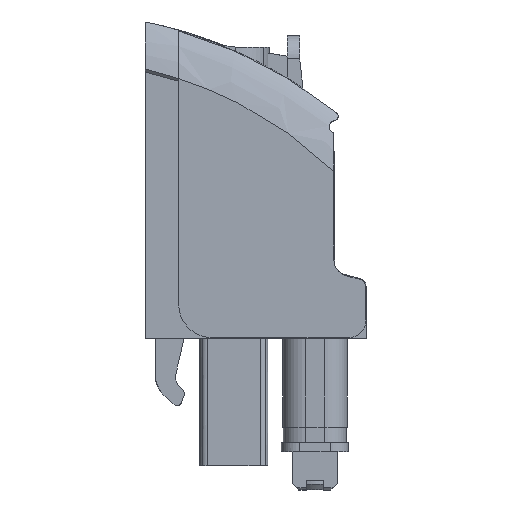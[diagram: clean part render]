
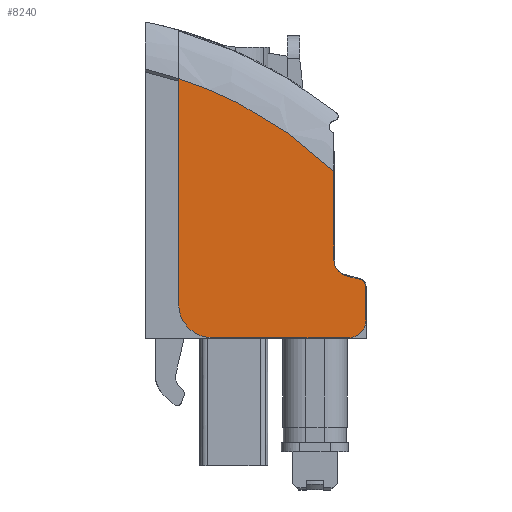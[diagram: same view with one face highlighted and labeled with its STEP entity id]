
A CAD part, left-side view. The second image highlights one B-rep face of the part: STEP entity #8240.
In plain terms, the highlighted planar face has unit normal (-1, 0, 0).
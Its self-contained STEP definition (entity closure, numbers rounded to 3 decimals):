
#6455=AXIS2_PLACEMENT_3D('Circle Axis2P3D',#6453,#6454,$) ;
#6519=AXIS2_PLACEMENT_3D('Circle Axis2P3D',#6517,#6518,$) ;
#6569=AXIS2_PLACEMENT_3D('Circle Axis2P3D',#6567,#6568,$) ;
#6619=AXIS2_PLACEMENT_3D('Circle Axis2P3D',#6617,#6618,$) ;
#8208=AXIS2_PLACEMENT_3D('Plane Axis2P3D',#8205,#8206,#8207) ;
#6450=CARTESIAN_POINT('Vertex',(0.,2.16,15.022)) ;
#6453=CARTESIAN_POINT('Axis2P3D Location',(0.,1.11,15.022)) ;
#6457=CARTESIAN_POINT('Vertex',(0.,1.381,14.008)) ;
#6492=CARTESIAN_POINT('Line Origine',(0.,0.912,13.882)) ;
#6496=CARTESIAN_POINT('Vertex',(0.,0.443,13.756)) ;
#6517=CARTESIAN_POINT('Axis2P3D Location',(0.,0.56,13.322)) ;
#6521=CARTESIAN_POINT('Vertex',(0.,0.11,13.33)) ;
#6542=CARTESIAN_POINT('Line Origine',(0.,0.091,12.225)) ;
#6546=CARTESIAN_POINT('Vertex',(0.,0.071,11.12)) ;
#6567=CARTESIAN_POINT('Axis2P3D Location',(0.,1.221,11.1)) ;
#6571=CARTESIAN_POINT('Vertex',(0.,1.221,9.95)) ;
#6592=CARTESIAN_POINT('Line Origine',(0.,5.661,9.95)) ;
#6596=CARTESIAN_POINT('Vertex',(0.,10.102,9.95)) ;
#6617=CARTESIAN_POINT('Axis2P3D Location',(0.,10.102,12.15)) ;
#6621=CARTESIAN_POINT('Vertex',(0.,12.302,12.1)) ;
#6658=CARTESIAN_POINT('Line Origine',(0.,12.302,19.493)) ;
#6662=CARTESIAN_POINT('Vertex',(0.,12.302,26.886)) ;
#8205=CARTESIAN_POINT('Axis2P3D Location',(0.,12.302,7.353)) ;
#8210=CARTESIAN_POINT('Line Origine',(0.,2.16,17.924)) ;
#8214=CARTESIAN_POINT('Vertex',(0.,2.16,20.826)) ;
#8218=CARTESIAN_POINT('Control Point',(0.,2.16,20.826)) ;
#8219=CARTESIAN_POINT('Control Point',(0.,3.406,22.03)) ;
#8220=CARTESIAN_POINT('Control Point',(0.,4.754,23.131)) ;
#8221=CARTESIAN_POINT('Control Point',(0.,6.19,24.116)) ;
#8222=CARTESIAN_POINT('Control Point',(0.,8.269,25.299)) ;
#8223=CARTESIAN_POINT('Control Point',(0.,10.462,26.235)) ;
#8224=CARTESIAN_POINT('Control Point',(0.,11.07,26.471)) ;
#8225=CARTESIAN_POINT('Control Point',(0.,11.683,26.688)) ;
#8226=CARTESIAN_POINT('Control Point',(0.,12.302,26.886)) ;
#6454=DIRECTION('Axis2P3D Direction',(1.,0.,0.)) ;
#6493=DIRECTION('Vector Direction',(0.,0.966,0.259)) ;
#6518=DIRECTION('Axis2P3D Direction',(1.,0.,0.)) ;
#6543=DIRECTION('Vector Direction',(0.,-0.017,-1.)) ;
#6568=DIRECTION('Axis2P3D Direction',(1.,0.,0.)) ;
#6593=DIRECTION('Vector Direction',(0.,1.,0.)) ;
#6618=DIRECTION('Axis2P3D Direction',(1.,0.,0.)) ;
#6659=DIRECTION('Vector Direction',(0.,0.,1.)) ;
#8206=DIRECTION('Axis2P3D Direction',(1.,0.,0.)) ;
#8207=DIRECTION('Axis2P3D XDirection',(0.,0.,1.)) ;
#8211=DIRECTION('Vector Direction',(0.,0.,-1.)) ;
#6494=VECTOR('Line Direction',#6493,1.) ;
#6544=VECTOR('Line Direction',#6543,1.) ;
#6594=VECTOR('Line Direction',#6593,1.) ;
#6660=VECTOR('Line Direction',#6659,1.) ;
#8212=VECTOR('Line Direction',#8211,1.) ;
#8229=ORIENTED_EDGE('',*,*,#6623,.F.) ;
#8230=ORIENTED_EDGE('',*,*,#6598,.F.) ;
#8231=ORIENTED_EDGE('',*,*,#6573,.F.) ;
#8232=ORIENTED_EDGE('',*,*,#6548,.F.) ;
#8233=ORIENTED_EDGE('',*,*,#6523,.F.) ;
#8234=ORIENTED_EDGE('',*,*,#6498,.T.) ;
#8235=ORIENTED_EDGE('',*,*,#6459,.T.) ;
#8236=ORIENTED_EDGE('',*,*,#8216,.F.) ;
#8237=ORIENTED_EDGE('',*,*,#8227,.T.) ;
#8238=ORIENTED_EDGE('',*,*,#6664,.F.) ;
#8240=ADVANCED_FACE('GEHAEUSE',(#8239),#8209,.F.) ;
#8217=B_SPLINE_CURVE_WITH_KNOTS('',5,(#8218,#8219,#8220,#8221,#8222,#8223,#8224,#8225,#8226),.UNSPECIFIED.,.F.,.U.,(6,3,6),(0.099,12.369,16.969),.UNSPECIFIED.) ;
#6456=CIRCLE('generated circle',#6455,1.05) ;
#6520=CIRCLE('generated circle',#6519,0.45) ;
#6570=CIRCLE('generated circle',#6569,1.15) ;
#6620=CIRCLE('generated circle',#6619,2.2) ;
#6459=EDGE_CURVE('',#6458,#6451,#6456,.T.) ;
#6498=EDGE_CURVE('',#6497,#6458,#6495,.T.) ;
#6523=EDGE_CURVE('',#6497,#6522,#6520,.T.) ;
#6548=EDGE_CURVE('',#6522,#6547,#6545,.T.) ;
#6573=EDGE_CURVE('',#6547,#6572,#6570,.T.) ;
#6598=EDGE_CURVE('',#6572,#6597,#6595,.T.) ;
#6623=EDGE_CURVE('',#6597,#6622,#6620,.T.) ;
#6664=EDGE_CURVE('',#6622,#6663,#6661,.T.) ;
#8216=EDGE_CURVE('',#8215,#6451,#8213,.T.) ;
#8227=EDGE_CURVE('',#8215,#6663,#8217,.T.) ;
#8228=EDGE_LOOP('',(#8229,#8230,#8231,#8232,#8233,#8234,#8235,#8236,#8237,#8238)) ;
#8239=FACE_OUTER_BOUND('',#8228,.T.) ;
#6495=LINE('Line',#6492,#6494) ;
#6545=LINE('Line',#6542,#6544) ;
#6595=LINE('Line',#6592,#6594) ;
#6661=LINE('Line',#6658,#6660) ;
#8213=LINE('Line',#8210,#8212) ;
#8209=PLANE('',#8208) ;
#6451=VERTEX_POINT('',#6450) ;
#6458=VERTEX_POINT('',#6457) ;
#6497=VERTEX_POINT('',#6496) ;
#6522=VERTEX_POINT('',#6521) ;
#6547=VERTEX_POINT('',#6546) ;
#6572=VERTEX_POINT('',#6571) ;
#6597=VERTEX_POINT('',#6596) ;
#6622=VERTEX_POINT('',#6621) ;
#6663=VERTEX_POINT('',#6662) ;
#8215=VERTEX_POINT('',#8214) ;
